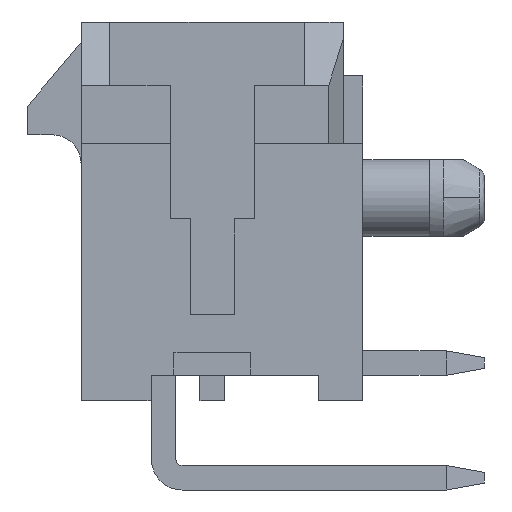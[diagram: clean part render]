
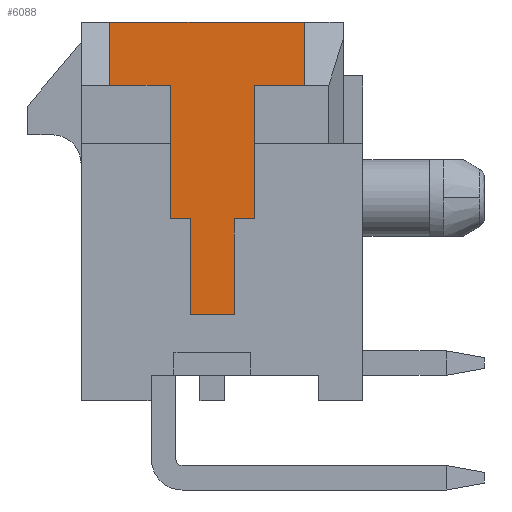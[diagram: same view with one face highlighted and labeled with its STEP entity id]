
A CAD part, left-side view. The second image highlights one B-rep face of the part: STEP entity #6088.
In plain terms, the highlighted planar face has unit normal (-1, 0, 0).
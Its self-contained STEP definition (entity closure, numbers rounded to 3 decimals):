
#163 = DIRECTION ( 'NONE',  ( 0., 1., 0. ) ) ;
#254 = EDGE_CURVE ( 'NONE', #7819, #7339, #7596, .T. ) ;
#344 = CARTESIAN_POINT ( 'NONE',  ( 0.135, 2.84, 1.15 ) ) ;
#487 = VECTOR ( 'NONE', #3172, 1000. ) ;
#710 = CARTESIAN_POINT ( 'NONE',  ( 0.135, 1.53, 1.15 ) ) ;
#778 = VECTOR ( 'NONE', #2920, 1000. ) ;
#834 = VECTOR ( 'NONE', #4888, 1000. ) ;
#987 = VECTOR ( 'NONE', #1417, 1000. ) ;
#1381 = DIRECTION ( 'NONE',  ( 1., 0., 0. ) ) ;
#1417 = DIRECTION ( 'NONE',  ( 0., -1., 0. ) ) ;
#1462 = CARTESIAN_POINT ( 'NONE',  ( 0.135, 3.365, -2.35 ) ) ;
#1550 = LINE ( 'NONE', #2792, #778 ) ;
#1564 = EDGE_CURVE ( 'NONE', #6311, #7539, #5808, .T. ) ;
#1678 = DIRECTION ( 'NONE',  ( 0., 1., 0. ) ) ;
#1741 = ORIENTED_EDGE ( 'NONE', *, *, #2684, .F. ) ;
#1755 = VERTEX_POINT ( 'NONE', #3484 ) ;
#1975 = EDGE_CURVE ( 'NONE', #2229, #3223, #3335, .T. ) ;
#1977 = VERTEX_POINT ( 'NONE', #6566 ) ;
#2121 = CARTESIAN_POINT ( 'NONE',  ( 0.135, 2.84, -2.35 ) ) ;
#2187 = VECTOR ( 'NONE', #6541, 1000. ) ;
#2229 = VERTEX_POINT ( 'NONE', #3634 ) ;
#2337 = ORIENTED_EDGE ( 'NONE', *, *, #4148, .F. ) ;
#2363 = ORIENTED_EDGE ( 'NONE', *, *, #254, .F. ) ;
#2393 = VECTOR ( 'NONE', #2436, 1000. ) ;
#2436 = DIRECTION ( 'NONE',  ( 0., 0., 1. ) ) ;
#2515 = CARTESIAN_POINT ( 'NONE',  ( 0.135, 6.62, 1.15 ) ) ;
#2684 = EDGE_CURVE ( 'NONE', #4914, #4873, #8382, .T. ) ;
#2687 = CARTESIAN_POINT ( 'NONE',  ( 0.135, 4.515, -4.95 ) ) ;
#2698 = FACE_OUTER_BOUND ( 'NONE', #7470, .T. ) ;
#2792 = CARTESIAN_POINT ( 'NONE',  ( 0.135, 6.62, 1.15 ) ) ;
#2853 = CARTESIAN_POINT ( 'NONE',  ( 0.135, 5.04, 1.15 ) ) ;
#2917 = DIRECTION ( 'NONE',  ( 0., 0., -1. ) ) ;
#2920 = DIRECTION ( 'NONE',  ( 0., 1., 0. ) ) ;
#2928 = VECTOR ( 'NONE', #3406, 1000. ) ;
#2976 = EDGE_CURVE ( 'NONE', #1977, #6311, #6710, .T. ) ;
#3023 = EDGE_CURVE ( 'NONE', #3223, #1977, #4129, .T. ) ;
#3091 = CARTESIAN_POINT ( 'NONE',  ( 0.135, 4.515, -2.35 ) ) ;
#3124 = CARTESIAN_POINT ( 'NONE',  ( 0.135, 5.04, -2.35 ) ) ;
#3128 = LINE ( 'NONE', #3091, #6687 ) ;
#3172 = DIRECTION ( 'NONE',  ( 0., 0., -1. ) ) ;
#3223 = VERTEX_POINT ( 'NONE', #3897 ) ;
#3300 = CARTESIAN_POINT ( 'NONE',  ( 0.135, 4.515, -2.35 ) ) ;
#3335 = LINE ( 'NONE', #2121, #8202 ) ;
#3371 = LINE ( 'NONE', #6695, #834 ) ;
#3387 = CARTESIAN_POINT ( 'NONE',  ( 0.135, 7.37, 2.8 ) ) ;
#3391 = CARTESIAN_POINT ( 'NONE',  ( 0.135, 6.62, 2.8 ) ) ;
#3406 = DIRECTION ( 'NONE',  ( 0., 0., 1. ) ) ;
#3418 = DIRECTION ( 'NONE',  ( 0., 1., 0. ) ) ;
#3484 = CARTESIAN_POINT ( 'NONE',  ( 0.135, 1.53, 2.8 ) ) ;
#3634 = CARTESIAN_POINT ( 'NONE',  ( 0.135, 2.84, -2.35 ) ) ;
#3693 = CARTESIAN_POINT ( 'NONE',  ( 0.135, 6.62, 1.15 ) ) ;
#3829 = EDGE_CURVE ( 'NONE', #7539, #4914, #3128, .T. ) ;
#3847 = EDGE_CURVE ( 'NONE', #7339, #2229, #8470, .T. ) ;
#3897 = CARTESIAN_POINT ( 'NONE',  ( 0.135, 3.365, -2.35 ) ) ;
#4105 = ORIENTED_EDGE ( 'NONE', *, *, #1564, .F. ) ;
#4129 = LINE ( 'NONE', #1462, #7510 ) ;
#4148 = EDGE_CURVE ( 'NONE', #4873, #5433, #1550, .T. ) ;
#4598 = LINE ( 'NONE', #3387, #987 ) ;
#4744 = ORIENTED_EDGE ( 'NONE', *, *, #8329, .F. ) ;
#4754 = VECTOR ( 'NONE', #163, 1000. ) ;
#4778 = CARTESIAN_POINT ( 'NONE',  ( 0.135, 6.62, -4.95 ) ) ;
#4873 = VERTEX_POINT ( 'NONE', #2853 ) ;
#4888 = DIRECTION ( 'NONE',  ( 0., 0., -1. ) ) ;
#4891 = EDGE_CURVE ( 'NONE', #1755, #7819, #3371, .T. ) ;
#4914 = VERTEX_POINT ( 'NONE', #8056 ) ;
#5069 = VERTEX_POINT ( 'NONE', #7041 ) ;
#5131 = CARTESIAN_POINT ( 'NONE',  ( 0.135, 2.84, 1.15 ) ) ;
#5398 = ORIENTED_EDGE ( 'NONE', *, *, #1975, .F. ) ;
#5433 = VERTEX_POINT ( 'NONE', #2515 ) ;
#5550 = EDGE_CURVE ( 'NONE', #5069, #1755, #4598, .T. ) ;
#5808 = LINE ( 'NONE', #7334, #2187 ) ;
#5991 = LINE ( 'NONE', #6034, #2928 ) ;
#6034 = CARTESIAN_POINT ( 'NONE',  ( 0.135, 6.62, 2.8 ) ) ;
#6088 = ADVANCED_FACE ( 'NONE', ( #2698 ), #7985, .F. ) ;
#6102 = ORIENTED_EDGE ( 'NONE', *, *, #4891, .F. ) ;
#6125 = ORIENTED_EDGE ( 'NONE', *, *, #3023, .F. ) ;
#6301 = VECTOR ( 'NONE', #1678, 1000. ) ;
#6311 = VERTEX_POINT ( 'NONE', #2687 ) ;
#6541 = DIRECTION ( 'NONE',  ( 0., 0., 1. ) ) ;
#6566 = CARTESIAN_POINT ( 'NONE',  ( 0.135, 3.365, -4.95 ) ) ;
#6622 = AXIS2_PLACEMENT_3D ( 'NONE', #3391, #1381, #7328 ) ;
#6687 = VECTOR ( 'NONE', #7761, 1000. ) ;
#6695 = CARTESIAN_POINT ( 'NONE',  ( 0.135, 1.53, 2.8 ) ) ;
#6710 = LINE ( 'NONE', #4778, #4754 ) ;
#7025 = ORIENTED_EDGE ( 'NONE', *, *, #3847, .F. ) ;
#7041 = CARTESIAN_POINT ( 'NONE',  ( 0.135, 6.62, 2.8 ) ) ;
#7328 = DIRECTION ( 'NONE',  ( 0., 1., 0. ) ) ;
#7334 = CARTESIAN_POINT ( 'NONE',  ( 0.135, 4.515, -4.85 ) ) ;
#7339 = VERTEX_POINT ( 'NONE', #344 ) ;
#7470 = EDGE_LOOP ( 'NONE', ( #7025, #2363, #6102, #8448, #4744, #2337, #1741, #7899, #4105, #7830, #6125, #5398 ) ) ;
#7510 = VECTOR ( 'NONE', #2917, 1000. ) ;
#7539 = VERTEX_POINT ( 'NONE', #3300 ) ;
#7596 = LINE ( 'NONE', #3693, #6301 ) ;
#7761 = DIRECTION ( 'NONE',  ( 0., 1., 0. ) ) ;
#7819 = VERTEX_POINT ( 'NONE', #710 ) ;
#7830 = ORIENTED_EDGE ( 'NONE', *, *, #2976, .F. ) ;
#7899 = ORIENTED_EDGE ( 'NONE', *, *, #3829, .F. ) ;
#7985 = PLANE ( 'NONE',  #6622 ) ;
#8056 = CARTESIAN_POINT ( 'NONE',  ( 0.135, 5.04, -2.35 ) ) ;
#8202 = VECTOR ( 'NONE', #3418, 1000. ) ;
#8329 = EDGE_CURVE ( 'NONE', #5433, #5069, #5991, .T. ) ;
#8382 = LINE ( 'NONE', #3124, #2393 ) ;
#8448 = ORIENTED_EDGE ( 'NONE', *, *, #5550, .F. ) ;
#8470 = LINE ( 'NONE', #5131, #487 ) ;
